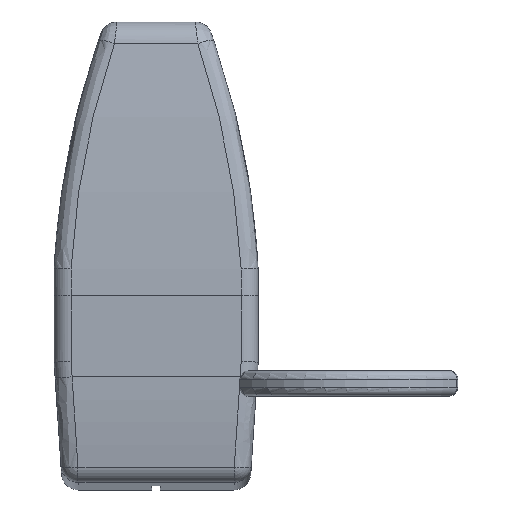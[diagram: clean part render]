
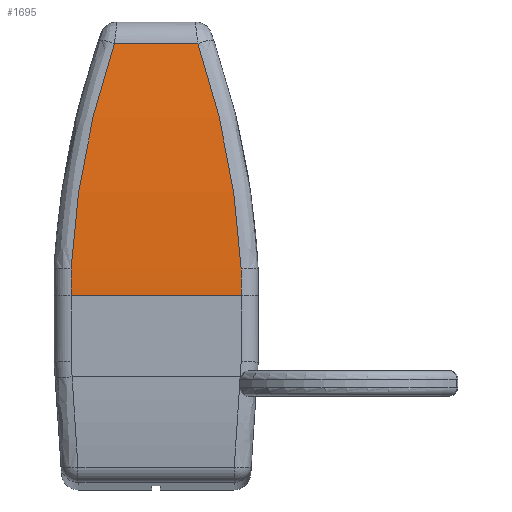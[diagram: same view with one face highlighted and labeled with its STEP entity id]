
A CAD part, top view. The second image highlights one B-rep face of the part: STEP entity #1695.
In plain terms, the highlighted cylindrical face has radius 5492.94 mm (diameter 10985.9 mm), a partial arc.
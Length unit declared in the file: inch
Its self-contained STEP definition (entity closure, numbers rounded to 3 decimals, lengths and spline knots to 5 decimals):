
#39=B_SPLINE_CURVE_WITH_KNOTS('',3,(#3001,#3002,#3003,#3004,#3005),
 .UNSPECIFIED.,.F.,.F.,(4,1,4),(0.,11.58067,26.97092),
 .UNSPECIFIED.);
#48=B_SPLINE_CURVE_WITH_KNOTS('',3,(#3296,#3297,#3298,#3299,#3300),
 .UNSPECIFIED.,.F.,.F.,(4,1,4),(5.13959,20.52984,32.11052),
 .UNSPECIFIED.);
#192=FACE_OUTER_BOUND('',#298,.T.);
#298=EDGE_LOOP('',(#1447,#1448,#1449,#1450,#1451,#1452));
#367=CIRCLE('',#1835,216.25752);
#373=CIRCLE('',#1850,216.25752);
#507=LINE('',#3383,#640);
#510=LINE('',#3389,#643);
#640=VECTOR('',#2281,1.);
#643=VECTOR('',#2290,1.);
#790=VERTEX_POINT('',#2877);
#796=VERTEX_POINT('',#2944);
#799=VERTEX_POINT('',#3000);
#810=VERTEX_POINT('',#3184);
#812=VERTEX_POINT('',#3201);
#814=VERTEX_POINT('',#3295);
#1003=EDGE_CURVE('',#796,#799,#39,.T.);
#1007=EDGE_CURVE('',#799,#790,#367,.T.);
#1027=EDGE_CURVE('',#810,#812,#373,.T.);
#1030=EDGE_CURVE('',#812,#814,#48,.T.);
#1040=EDGE_CURVE('',#790,#810,#507,.T.);
#1044=EDGE_CURVE('',#814,#796,#510,.T.);
#1447=ORIENTED_EDGE('',*,*,#1007,.F.);
#1448=ORIENTED_EDGE('',*,*,#1003,.F.);
#1449=ORIENTED_EDGE('',*,*,#1044,.F.);
#1450=ORIENTED_EDGE('',*,*,#1030,.F.);
#1451=ORIENTED_EDGE('',*,*,#1027,.F.);
#1452=ORIENTED_EDGE('',*,*,#1040,.F.);
#1612=CYLINDRICAL_SURFACE('',#1860,216.25752);
#1695=ADVANCED_FACE('',(#192),#1612,.T.);
#1835=AXIS2_PLACEMENT_3D('',#3065,#2226,#2227);
#1850=AXIS2_PLACEMENT_3D('',#3202,#2263,#2264);
#1860=AXIS2_PLACEMENT_3D('',#3388,#2288,#2289);
#2226=DIRECTION('center_axis',(1.,0.,0.));
#2227=DIRECTION('ref_axis',(0.,0.025,1.));
#2263=DIRECTION('center_axis',(-1.,0.,0.));
#2264=DIRECTION('ref_axis',(0.,0.025,1.));
#2281=DIRECTION('',(-1.,0.,0.));
#2288=DIRECTION('center_axis',(-1.,0.,0.));
#2289=DIRECTION('ref_axis',(0.,-0.018,1.));
#2290=DIRECTION('',(1.,0.,0.));
#2877=CARTESIAN_POINT('',(10.,22.79164,21.));
#2944=CARTESIAN_POINT('',(4.89582,52.46569,18.41366));
#3000=CARTESIAN_POINT('',(10.,25.95866,20.91973));
#3001=CARTESIAN_POINT('Ctrl Pts',(4.89582,52.46569,18.41366));
#3002=CARTESIAN_POINT('Ctrl Pts',(6.14205,48.82277,18.9861));
#3003=CARTESIAN_POINT('Ctrl Pts',(8.54951,40.13531,20.12842));
#3004=CARTESIAN_POINT('Ctrl Pts',(9.73628,31.12702,20.75083));
#3005=CARTESIAN_POINT('Ctrl Pts',(10.,25.95866,20.91973));
#3065=CARTESIAN_POINT('Origin',(10.,18.89582,-195.22243));
#3184=CARTESIAN_POINT('',(-10.,22.79164,21.));
#3201=CARTESIAN_POINT('',(-10.,25.95866,20.91973));
#3202=CARTESIAN_POINT('Origin',(-10.,18.89582,-195.22243));
#3295=CARTESIAN_POINT('',(-4.89582,52.46569,18.41366));
#3296=CARTESIAN_POINT('Ctrl Pts',(-10.,25.95866,20.91973));
#3297=CARTESIAN_POINT('Ctrl Pts',(-9.73628,31.12702,20.75083));
#3298=CARTESIAN_POINT('Ctrl Pts',(-8.54951,40.13531,20.12842));
#3299=CARTESIAN_POINT('Ctrl Pts',(-6.14205,48.82277,18.9861));
#3300=CARTESIAN_POINT('Ctrl Pts',(-4.89582,52.46569,18.41366));
#3383=CARTESIAN_POINT('',(24.,22.79164,21.));
#3388=CARTESIAN_POINT('Origin',(24.,18.89582,-195.22243));
#3389=CARTESIAN_POINT('',(24.,52.46569,18.41366));
